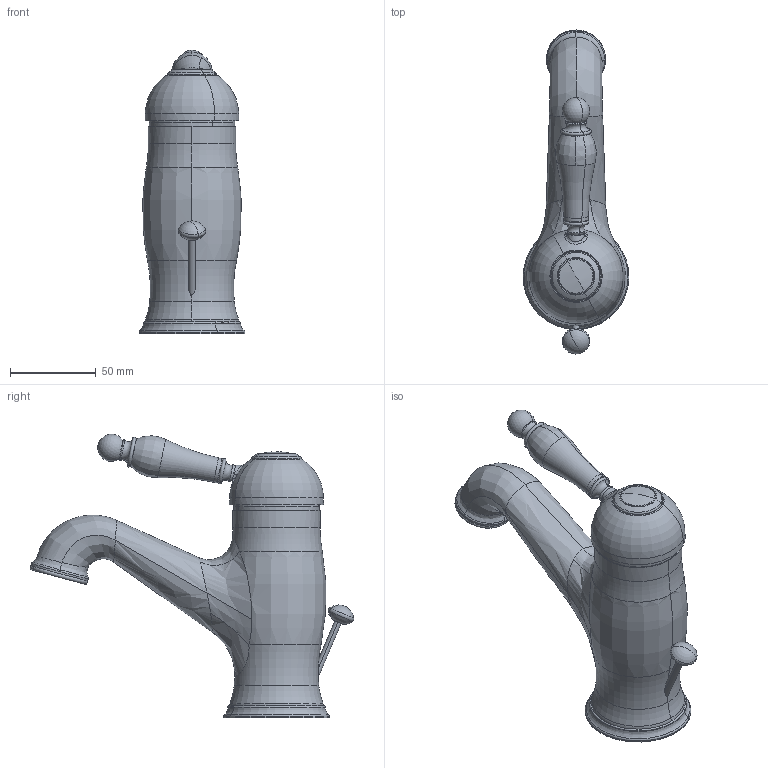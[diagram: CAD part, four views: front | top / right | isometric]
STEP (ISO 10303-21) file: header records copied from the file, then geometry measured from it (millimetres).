
FILE_DESCRIPTION(('CATIA V5 STEP Exchange','CAx-IF Rec.Pracs.--- Model Styling and Organization---1.5--- 2016-08-15','CAx-IF Rec.Pracs.---Supplemental Geometry---1.0---2011-11-01','CAx-IF Rec.Pracs.--- Composite Materials ---3.4---2017-06-13','CAx-IF Rec.Pracs.---Tessellated 3D Geometry---1.0---2015-12-17'),'2;1');
FILE_NAME('CM200510.stp','2022-05-20T14:38:02+00:00',('none'),('none'),'CATIA Version 5-6 Release 2020 SP2','CATIA V5 STEP AP242 v2','none');
FILE_SCHEMA(('AP242_MANAGED_MODEL_BASED_3D_ENGINEERING_MIM_LF {1 0 10303 442 1 1 4}'));
Length unit declared in the file: millimetre
Products named in the file (1): CM200510
Bounding box: 61.78 x 189.26 x 165.72 mm (x, y, z)
Volume: 386204.8 mm3; surface area: 144503.3 mm2
Topology: 21 solids, 21 shells, 1164 faces, 3312 edges, 2093 vertices
Faces by surface type: cylinder 314, plane 275, bspline 192, cone 169, torus 162, revolution 26, sphere 26
Entity records: 64870 total; most frequent: CARTESIAN_POINT 37979, ORIENTED_EDGE 6508, DIRECTION 3288, EDGE_CURVE 3254, VERTEX_POINT 2085, AXIS2_PLACEMENT_3D 1796, CIRCLE 1282, EDGE_LOOP 1235
